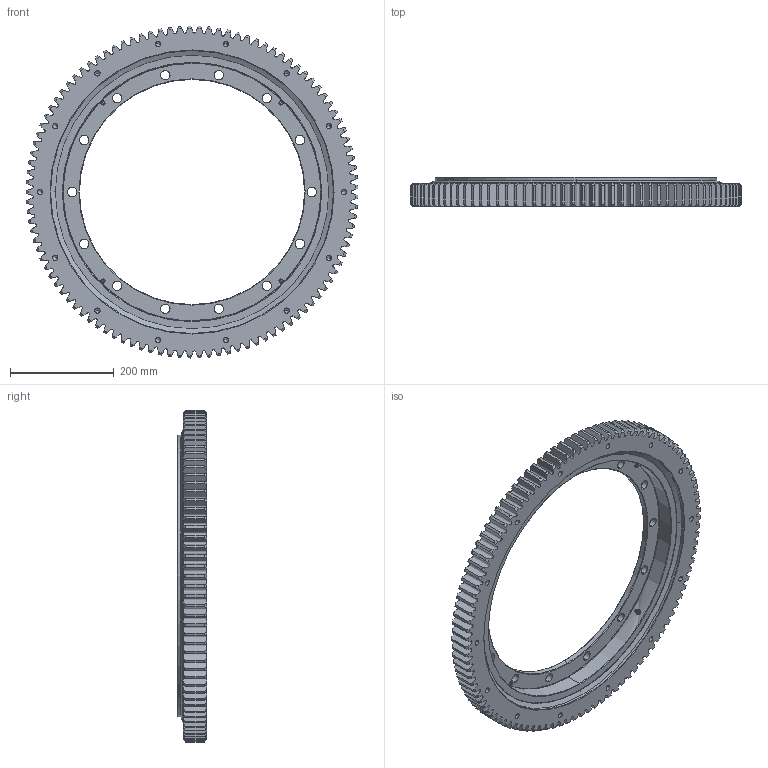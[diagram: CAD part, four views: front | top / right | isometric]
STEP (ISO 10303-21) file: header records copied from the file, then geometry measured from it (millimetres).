
FILE_DESCRIPTION (( 'STEP AP214' ), '1' );
FILE_NAME ('0028350_650L-360-AZ.step', '2017-11-03T11:18:51', ( '' ), ( '' ), 'SwSTEP 2.0', 'SolidWorks 2016', '' );
FILE_SCHEMA (( 'AUTOMOTIVE_DESIGN' ));
Length unit declared in the file: millimetre
Products named in the file (1): 0028350_650L-360-AZ
Bounding box: 639.92 x 56 x 639.98 mm (x, y, z)
Surface area: 945699.1 mm2 (no closed solid volume)
Topology: 0 solids, 13 shells, 827 faces, 2207 edges, 1379 vertices
Faces by surface type: cone 335, cylinder 242, bspline 189, plane 61
Entity records: 69130 total; most frequent: CARTESIAN_POINT 41097, ORIENTED_EDGE 4270, DIRECTION 3511, EDGE_CURVE 2141, AXIS2_PLACEMENT_3D 1533, VERTEX_POINT 1375, EDGE_LOOP 912, CIRCLE 894
